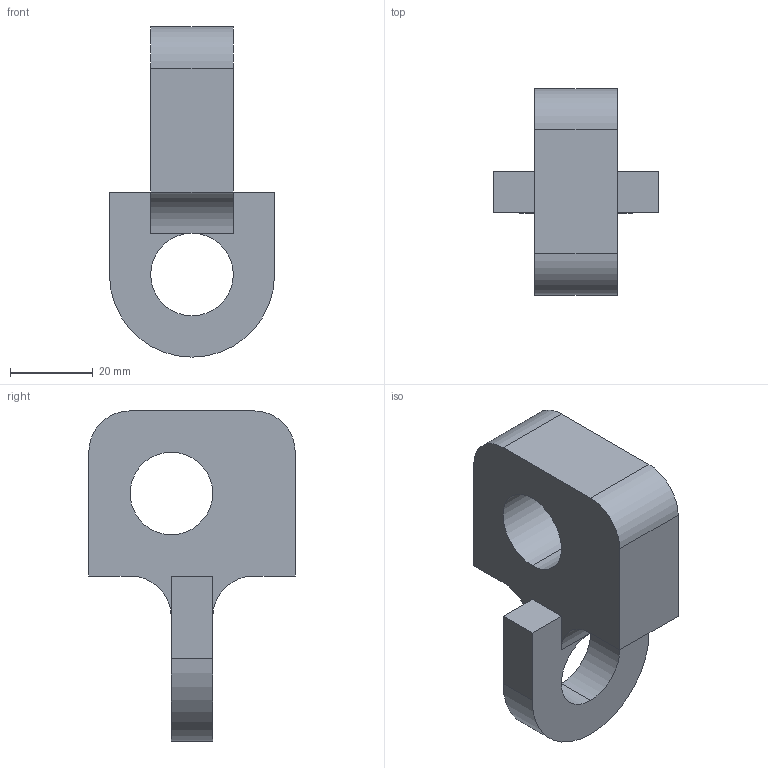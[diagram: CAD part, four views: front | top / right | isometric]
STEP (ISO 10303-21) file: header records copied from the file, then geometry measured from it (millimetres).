
FILE_DESCRIPTION (( 'STEP AP214' ), '1' );
FILE_NAME ('Ej 2.STEP', '2022-09-07T16:37:29', ( '' ), ( '' ), 'SwSTEP 2.0', 'SolidWorks 2022', '' );
FILE_SCHEMA (( 'AUTOMOTIVE_DESIGN' ));
Length unit declared in the file: millimetre
Products named in the file (1): Ej 2
Bounding box: 40 x 50 x 80 mm (x, y, z)
Volume: 44858.4 mm3; surface area: 11769.9 mm2
Topology: 1 solids, 1 shells, 22 faces, 62 edges, 40 vertices
Faces by surface type: plane 13, cylinder 9
Entity records: 754 total; most frequent: DIRECTION 126, CARTESIAN_POINT 125, ORIENTED_EDGE 124, EDGE_CURVE 62, VECTOR 44, LINE 44, AXIS2_PLACEMENT_3D 41, VERTEX_POINT 40
